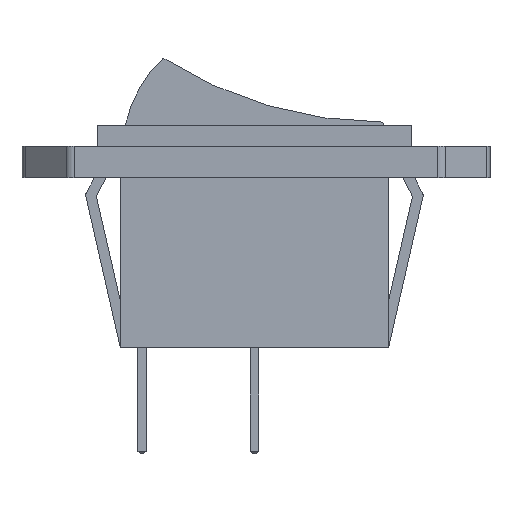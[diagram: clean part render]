
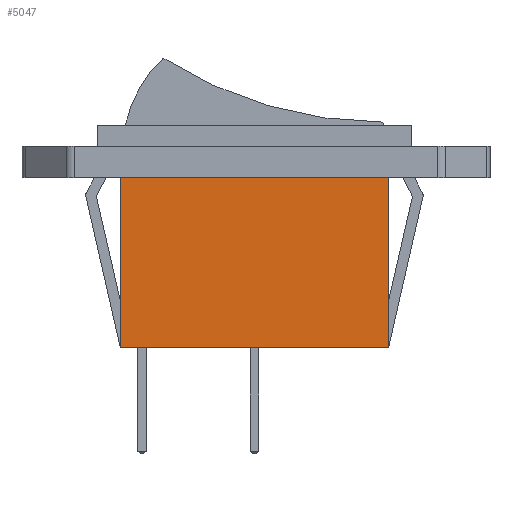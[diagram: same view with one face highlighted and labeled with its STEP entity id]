
A CAD part, top view. The second image highlights one B-rep face of the part: STEP entity #5047.
In plain terms, the highlighted planar face has unit normal (0, 0, 1).
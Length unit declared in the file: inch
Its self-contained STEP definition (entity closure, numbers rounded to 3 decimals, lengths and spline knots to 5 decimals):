
#185 = DIRECTION ( 'NONE',  ( 0., -1., 0. ) ) ;
#217 = CARTESIAN_POINT ( 'NONE',  ( 0., 0., 0.20276 ) ) ;
#243 = DIRECTION ( 'NONE',  ( 0., 1., 0. ) ) ;
#372 = EDGE_LOOP ( 'NONE', ( #2035, #3958, #1510, #3759 ) ) ;
#374 = CARTESIAN_POINT ( 'NONE',  ( 0., 0.34126, 0.20276 ) ) ;
#580 = CARTESIAN_POINT ( 'NONE',  ( -0.50787, -0.42126, 0.20276 ) ) ;
#805 = EDGE_CURVE ( 'NONE', #3786, #2271, #3210, .T. ) ;
#1348 = LINE ( 'NONE', #3821, #2997 ) ;
#1510 = ORIENTED_EDGE ( 'NONE', *, *, #805, .T. ) ;
#1814 = EDGE_CURVE ( 'NONE', #1917, #5059, #1348, .T. ) ;
#1887 = LINE ( 'NONE', #580, #3428 ) ;
#1917 = VERTEX_POINT ( 'NONE', #4106 ) ;
#1941 = DIRECTION ( 'NONE',  ( -1., 0., 0. ) ) ;
#2035 = ORIENTED_EDGE ( 'NONE', *, *, #1814, .T. ) ;
#2232 = CARTESIAN_POINT ( 'NONE',  ( 0.50787, 0.34126, 0.20276 ) ) ;
#2271 = VERTEX_POINT ( 'NONE', #3451 ) ;
#2289 = CARTESIAN_POINT ( 'NONE',  ( -0.50787, -0.42126, 0.20276 ) ) ;
#2370 = VECTOR ( 'NONE', #4863, 39.37008 ) ;
#2997 = VECTOR ( 'NONE', #243, 39.37008 ) ;
#3030 = CARTESIAN_POINT ( 'NONE',  ( -0.50787, 0.34126, 0.20276 ) ) ;
#3210 = LINE ( 'NONE', #2289, #2370 ) ;
#3417 = EDGE_CURVE ( 'NONE', #2271, #1917, #1887, .T. ) ;
#3428 = VECTOR ( 'NONE', #3463, 39.37008 ) ;
#3451 = CARTESIAN_POINT ( 'NONE',  ( -0.50787, -0.42126, 0.20276 ) ) ;
#3463 = DIRECTION ( 'NONE',  ( 1., 0., 0. ) ) ;
#3759 = ORIENTED_EDGE ( 'NONE', *, *, #3417, .T. ) ;
#3786 = VERTEX_POINT ( 'NONE', #3030 ) ;
#3821 = CARTESIAN_POINT ( 'NONE',  ( 0.50787, -0.42126, 0.20276 ) ) ;
#3935 = FACE_OUTER_BOUND ( 'NONE', #372, .T. ) ;
#3958 = ORIENTED_EDGE ( 'NONE', *, *, #4386, .T. ) ;
#4106 = CARTESIAN_POINT ( 'NONE',  ( 0.50787, -0.42126, 0.20276 ) ) ;
#4298 = PLANE ( 'NONE',  #5353 ) ;
#4386 = EDGE_CURVE ( 'NONE', #5059, #3786, #4505, .T. ) ;
#4505 = LINE ( 'NONE', #374, #5158 ) ;
#4863 = DIRECTION ( 'NONE',  ( 0., -1., 0. ) ) ;
#5047 = ADVANCED_FACE ( 'NONE', ( #3935 ), #4298, .F. ) ;
#5059 = VERTEX_POINT ( 'NONE', #2232 ) ;
#5158 = VECTOR ( 'NONE', #1941, 39.37008 ) ;
#5184 = DIRECTION ( 'NONE',  ( 0., 0., -1. ) ) ;
#5353 = AXIS2_PLACEMENT_3D ( 'NONE', #217, #5184, #185 ) ;
